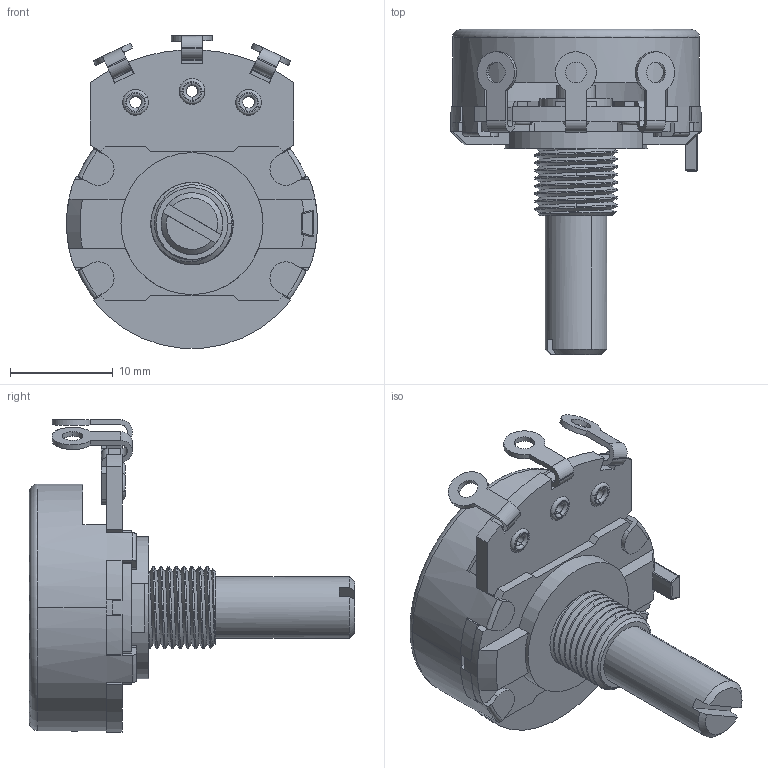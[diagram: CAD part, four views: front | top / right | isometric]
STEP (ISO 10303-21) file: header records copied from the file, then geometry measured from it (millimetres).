
FILE_DESCRIPTION((''),'2;1');
FILE_NAME('F24KNPC1M3L20REC_SW0001','2018-08-22T',('ro0015'),(''),'PRO/ENGINEER BY PARAMETRIC TECHNOLOGY CORPORATION, 2012480','PRO/ENGINEER BY PARAMETRIC TECHNOLOGY CORPORATION, 2012480','');
FILE_SCHEMA(('CONFIG_CONTROL_DESIGN'));
Length unit declared in the file: millimetre
Products named in the file (1): F24KNPC1M3L20REC_SW0001
Bounding box: 24.4 x 31.6 x 30.36 mm (x, y, z)
Volume: 2548.1 mm3; surface area: 4334.8 mm2
Topology: 1 solids, 1 shells, 348 faces, 1001 edges, 640 vertices
Faces by surface type: plane 188, cylinder 117, torus 27, cone 6, bspline 6, sphere 4
Entity records: 16269 total; most frequent: CARTESIAN_POINT 5311, ORIENTED_EDGE 2002, DIRECTION 1958, EDGE_CURVE 1001, AXIS2_PLACEMENT_3D 688, VERTEX_POINT 640, VECTOR 582, LINE 582
